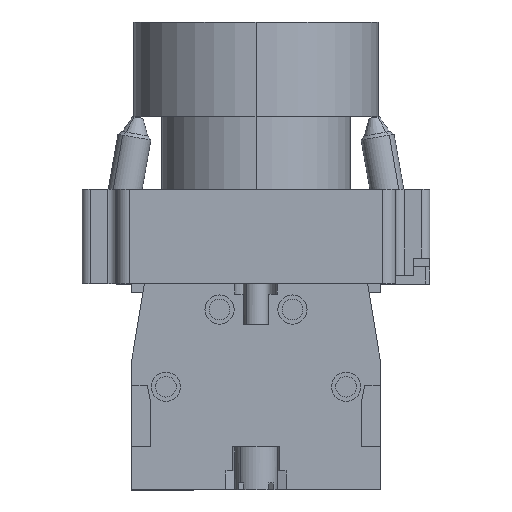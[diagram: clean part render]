
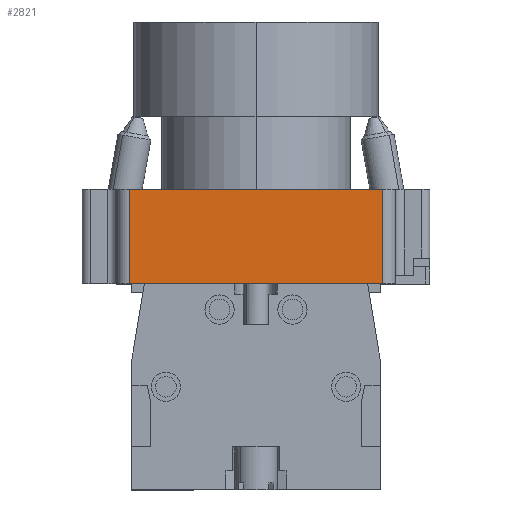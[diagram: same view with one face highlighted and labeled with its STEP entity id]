
A CAD part, top view. The second image highlights one B-rep face of the part: STEP entity #2821.
In plain terms, the highlighted planar face has unit normal (0, 0, 1).
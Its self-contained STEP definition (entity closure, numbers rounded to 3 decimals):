
#7 = AXIS2_PLACEMENT_3D ( 'NONE', #10785, #12787, #6606 ) ;
#48 = CARTESIAN_POINT ( 'NONE',  ( 14.75, 11., 15. ) ) ;
#217 = VECTOR ( 'NONE', #4194, 1000. ) ;
#566 = ORIENTED_EDGE ( 'NONE', *, *, #7525, .T. ) ;
#940 = ORIENTED_EDGE ( 'NONE', *, *, #7507, .T. ) ;
#1867 = VERTEX_POINT ( 'NONE', #6627 ) ;
#2821 = ADVANCED_FACE ( 'NONE', ( #12939 ), #3374, .F. ) ;
#3072 = DIRECTION ( 'NONE',  ( 0., -1., 0. ) ) ;
#3152 = ORIENTED_EDGE ( 'NONE', *, *, #7510, .F. ) ;
#3360 = VECTOR ( 'NONE', #9819, 1000. ) ;
#3374 = PLANE ( 'NONE',  #7 ) ;
#4194 = DIRECTION ( 'NONE',  ( 1., 0., 0. ) ) ;
#4734 = CARTESIAN_POINT ( 'NONE',  ( -14.75, 0., 15. ) ) ;
#6043 = VECTOR ( 'NONE', #3072, 1000. ) ;
#6176 = LINE ( 'NONE', #12792, #3360 ) ;
#6269 = CARTESIAN_POINT ( 'NONE',  ( -14.75, 11., 15. ) ) ;
#6606 = DIRECTION ( 'NONE',  ( -1., 0., 0. ) ) ;
#6627 = CARTESIAN_POINT ( 'NONE',  ( 14.75, 0., 15. ) ) ;
#7507 = EDGE_CURVE ( 'NONE', #9120, #11736, #11584, .T. ) ;
#7510 = EDGE_CURVE ( 'NONE', #9120, #9423, #12216, .T. ) ;
#7525 = EDGE_CURVE ( 'NONE', #1867, #9423, #8870, .T. ) ;
#8110 = CARTESIAN_POINT ( 'NONE',  ( -14.75, 11., 15. ) ) ;
#8231 = VECTOR ( 'NONE', #11560, 1000. ) ;
#8445 = CARTESIAN_POINT ( 'NONE',  ( 16.25, 11., 15. ) ) ;
#8489 = CARTESIAN_POINT ( 'NONE',  ( 14.75, 11., 15. ) ) ;
#8622 = EDGE_LOOP ( 'NONE', ( #3152, #940, #12507, #566 ) ) ;
#8870 = LINE ( 'NONE', #8489, #8231 ) ;
#9120 = VERTEX_POINT ( 'NONE', #8110 ) ;
#9423 = VERTEX_POINT ( 'NONE', #48 ) ;
#9819 = DIRECTION ( 'NONE',  ( 1., 0., 0. ) ) ;
#10785 = CARTESIAN_POINT ( 'NONE',  ( 16.25, 11., 15. ) ) ;
#10932 = EDGE_CURVE ( 'NONE', #11736, #1867, #6176, .T. ) ;
#11560 = DIRECTION ( 'NONE',  ( 0., 1., 0. ) ) ;
#11584 = LINE ( 'NONE', #6269, #6043 ) ;
#11736 = VERTEX_POINT ( 'NONE', #4734 ) ;
#12216 = LINE ( 'NONE', #8445, #217 ) ;
#12507 = ORIENTED_EDGE ( 'NONE', *, *, #10932, .T. ) ;
#12787 = DIRECTION ( 'NONE',  ( 0., 0., -1. ) ) ;
#12792 = CARTESIAN_POINT ( 'NONE',  ( 16.25, 0., 15. ) ) ;
#12939 = FACE_OUTER_BOUND ( 'NONE', #8622, .T. ) ;
